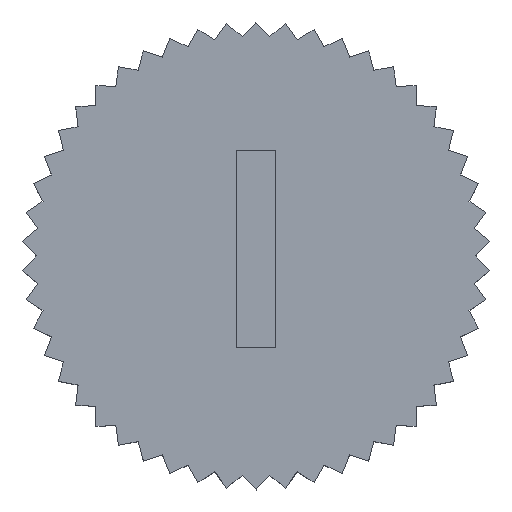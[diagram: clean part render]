
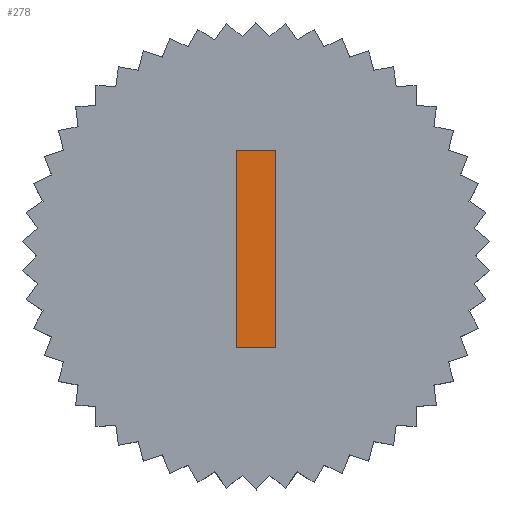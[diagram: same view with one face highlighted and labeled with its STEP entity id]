
A CAD part, top view. The second image highlights one B-rep face of the part: STEP entity #278.
In plain terms, the highlighted planar face has unit normal (0, 0, 1).
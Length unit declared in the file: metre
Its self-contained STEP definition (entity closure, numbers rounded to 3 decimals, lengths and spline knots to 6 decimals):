
#278 = ADVANCED_FACE( '', ( #622 ), #623, .T. );
#622 = FACE_OUTER_BOUND( '', #6462, .T. );
#623 = PLANE( '', #6463 );
#6462 = EDGE_LOOP( '', ( #7289, #7290, #7291, #7292 ) );
#6463 = AXIS2_PLACEMENT_3D( '', #7293, #7294, #7295 );
#7289 = ORIENTED_EDGE( '', *, *, #8088, .F. );
#7290 = ORIENTED_EDGE( '', *, *, #8305, .T. );
#7291 = ORIENTED_EDGE( '', *, *, #8306, .T. );
#7292 = ORIENTED_EDGE( '', *, *, #8307, .F. );
#7293 = CARTESIAN_POINT( '', ( 0., 0.136732, 0.1543 ) );
#7294 = DIRECTION( '', ( 0., 0., 1. ) );
#7295 = DIRECTION( '', ( 1., 0., 0. ) );
#8088 = EDGE_CURVE( '', #8701, #8703, #8704, .T. );
#8305 = EDGE_CURVE( '', #8701, #9041, #9042, .T. );
#8306 = EDGE_CURVE( '', #9041, #9043, #9044, .T. );
#8307 = EDGE_CURVE( '', #8703, #9043, #9045, .T. );
#8701 = VERTEX_POINT( '', #10340 );
#8703 = VERTEX_POINT( '', #10343 );
#8704 = LINE( '', #10344, #10345 );
#9041 = VERTEX_POINT( '', #11646 );
#9042 = LINE( '', #11647, #11648 );
#9043 = VERTEX_POINT( '', #11649 );
#9044 = LINE( '', #11650, #11651 );
#9045 = LINE( '', #11652, #11653 );
#10340 = CARTESIAN_POINT( '', ( 0.001, 0.142093, 0.1543 ) );
#10343 = CARTESIAN_POINT( '', ( 0.001, 0.132093, 0.1543 ) );
#10344 = CARTESIAN_POINT( '', ( 0.001, 0.137093, 0.1543 ) );
#10345 = VECTOR( '', #12028, 1. );
#11646 = CARTESIAN_POINT( '', ( -0.001, 0.142093, 0.1543 ) );
#11647 = CARTESIAN_POINT( '', ( 0., 0.142093, 0.1543 ) );
#11648 = VECTOR( '', #12193, 1. );
#11649 = CARTESIAN_POINT( '', ( -0.001, 0.132093, 0.1543 ) );
#11650 = CARTESIAN_POINT( '', ( -0.001, 0.137093, 0.1543 ) );
#11651 = VECTOR( '', #12194, 1. );
#11652 = CARTESIAN_POINT( '', ( 0., 0.132093, 0.1543 ) );
#11653 = VECTOR( '', #12195, 1. );
#12028 = DIRECTION( '', ( 0., -1., 0. ) );
#12193 = DIRECTION( '', ( -1., 0., 0. ) );
#12194 = DIRECTION( '', ( 0., -1., 0. ) );
#12195 = DIRECTION( '', ( -1., 0., 0. ) );
